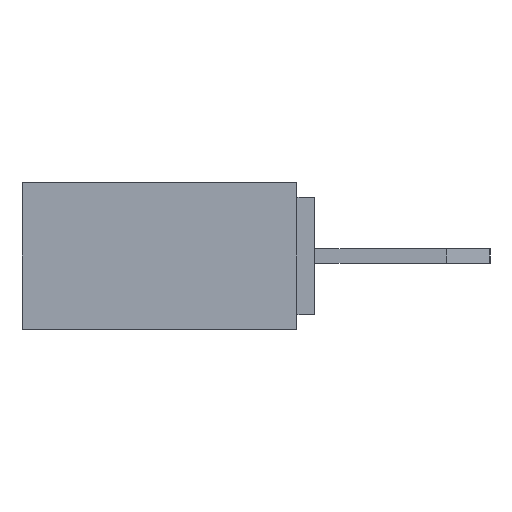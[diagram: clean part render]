
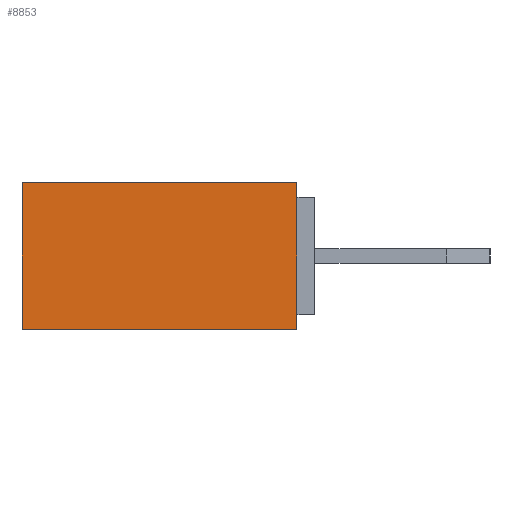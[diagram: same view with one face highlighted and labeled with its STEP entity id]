
A CAD part, left-side view. The second image highlights one B-rep face of the part: STEP entity #8853.
In plain terms, the highlighted planar face has unit normal (-1, 0, 0).
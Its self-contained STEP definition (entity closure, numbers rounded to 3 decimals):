
#69=DIRECTION('',(0.,1.,0.));
#70=VECTOR('',#69,4.7);
#71=CARTESIAN_POINT('',(-15.49,0.3,-1.25));
#72=LINE('',#71,#70);
#77=DIRECTION('',(0.,0.,1.));
#78=VECTOR('',#77,2.5);
#79=CARTESIAN_POINT('',(-15.49,5.,-1.25));
#80=LINE('',#79,#78);
#84=DIRECTION('',(0.,-1.,0.));
#85=VECTOR('',#84,4.7);
#86=CARTESIAN_POINT('',(-15.49,5.,1.25));
#87=LINE('',#86,#85);
#105=DIRECTION('',(0.,0.,1.));
#106=VECTOR('',#105,2.5);
#107=CARTESIAN_POINT('',(-15.49,0.3,-1.25));
#108=LINE('',#107,#106);
#7462=CARTESIAN_POINT('',(-15.49,5.,-1.25));
#7463=CARTESIAN_POINT('',(-15.49,5.,1.25));
#7464=VERTEX_POINT('',#7462);
#7465=VERTEX_POINT('',#7463);
#7662=CARTESIAN_POINT('',(-15.49,0.3,1.25));
#7664=VERTEX_POINT('',#7662);
#7666=CARTESIAN_POINT('',(-15.49,0.3,-1.25));
#7668=VERTEX_POINT('',#7666);
#8838=CARTESIAN_POINT('',(-15.49,0.,0.));
#8839=DIRECTION('',(1.,0.,0.));
#8840=DIRECTION('',(0.,0.,-1.));
#8841=AXIS2_PLACEMENT_3D('',#8838,#8839,#8840);
#8842=PLANE('',#8841);
#8844=ORIENTED_EDGE('',*,*,#8843,.F.);
#8846=ORIENTED_EDGE('',*,*,#8845,.T.);
#8848=ORIENTED_EDGE('',*,*,#8847,.T.);
#8850=ORIENTED_EDGE('',*,*,#8849,.T.);
#8851=EDGE_LOOP('',(#8844,#8846,#8848,#8850));
#8852=FACE_OUTER_BOUND('',#8851,.F.);
#8853=ADVANCED_FACE('',(#8852),#8842,.F.);
#8843=EDGE_CURVE('',#7668,#7664,#108,.T.);
#8845=EDGE_CURVE('',#7668,#7464,#72,.T.);
#8847=EDGE_CURVE('',#7464,#7465,#80,.T.);
#8849=EDGE_CURVE('',#7465,#7664,#87,.T.);
